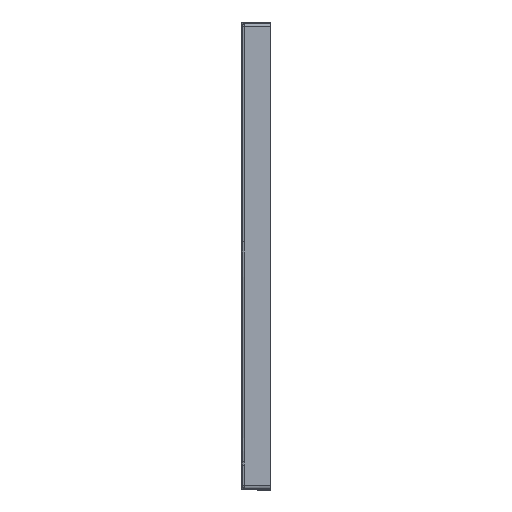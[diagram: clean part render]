
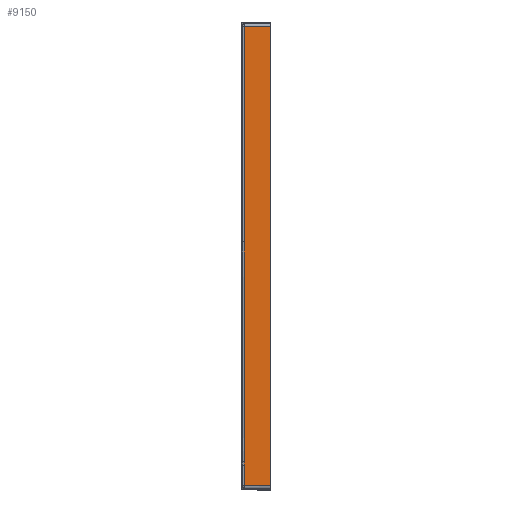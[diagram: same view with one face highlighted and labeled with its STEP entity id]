
A CAD part, left-side view. The second image highlights one B-rep face of the part: STEP entity #9150.
In plain terms, the highlighted planar face has unit normal (-1, 0, 0).
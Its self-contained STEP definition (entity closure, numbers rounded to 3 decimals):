
#1976=DIRECTION('',(0.,0.,-1.));
#1977=VECTOR('',#1976,5.007);
#1978=CARTESIAN_POINT('',(-800.,-5.108,45.));
#1979=LINE('',#1978,#1977);
#1980=CARTESIAN_POINT('',(-800.,-5.048,
397.501));
#1981=CARTESIAN_POINT('',(-800.,-5.055,
358.534));
#1982=CARTESIAN_POINT('',(-800.,-5.068,
280.467));
#1983=CARTESIAN_POINT('',(-800.,-5.088,
162.966));
#1984=CARTESIAN_POINT('',(-800.,-5.101,84.366));
#1985=CARTESIAN_POINT('',(-800.,-5.108,45.));
#1999=DIRECTION('',(0.,0.,1.));
#2000=VECTOR('',#1999,345.499);
#2001=CARTESIAN_POINT('',(-800.,-5.048,
397.501));
#2002=LINE('',#2001,#2000);
#2003=DIRECTION('',(0.,0.,-1.));
#2004=VECTOR('',#2003,736.);
#2005=CARTESIAN_POINT('',(-800.,-48.,743.));
#2006=LINE('',#2005,#2004);
#2007=DIRECTION('',(0.,1.,0.));
#2008=VECTOR('',#2007,42.981);
#2009=CARTESIAN_POINT('',(-800.,-48.,7.));
#2010=LINE('',#2009,#2008);
#2011=DIRECTION('',(0.,-0.003,1.));
#2012=VECTOR('',#2011,32.993);
#2013=CARTESIAN_POINT('',(-800.,-5.019,
7.));
#2014=LINE('',#2013,#2012);
#2985=DIRECTION('',(0.,1.,0.));
#2986=VECTOR('',#2985,43.);
#2987=CARTESIAN_POINT('',(-800.,-48.,743.));
#2988=LINE('',#2987,#2986);
#5998=CARTESIAN_POINT('',(-800.,-5.108,45.));
#5999=VERTEX_POINT('',#5998);
#6000=CARTESIAN_POINT('',(-800.,-5.108,
39.993));
#6001=VERTEX_POINT('',#6000);
#6002=VERTEX_POINT('',#1980);
#6004=CARTESIAN_POINT('',(-800.,-5.,
743.));
#6005=VERTEX_POINT('',#6004);
#6006=CARTESIAN_POINT('',(-800.,-48.,743.));
#6007=VERTEX_POINT('',#6006);
#6008=CARTESIAN_POINT('',(-800.,-48.,7.));
#6009=VERTEX_POINT('',#6008);
#6010=CARTESIAN_POINT('',(-800.,-5.019,
7.));
#6011=VERTEX_POINT('',#6010);
#9131=CARTESIAN_POINT('',(-800.,0.,0.));
#9132=DIRECTION('',(-1.,0.,0.));
#9133=DIRECTION('',(0.,0.,1.));
#9134=AXIS2_PLACEMENT_3D('',#9131,#9132,#9133);
#9135=PLANE('',#9134);
#9136=ORIENTED_EDGE('',*,*,#9073,.F.);
#9137=ORIENTED_EDGE('',*,*,#9121,.F.);
#9139=ORIENTED_EDGE('',*,*,#9138,.T.);
#9141=ORIENTED_EDGE('',*,*,#9140,.F.);
#9143=ORIENTED_EDGE('',*,*,#9142,.T.);
#9145=ORIENTED_EDGE('',*,*,#9144,.T.);
#9147=ORIENTED_EDGE('',*,*,#9146,.T.);
#9148=EDGE_LOOP('',(#9136,#9137,#9139,#9141,#9143,#9145,#9147));
#9149=FACE_OUTER_BOUND('',#9148,.F.);
#9150=ADVANCED_FACE('',(#9149),#9135,.T.);
#1986=B_SPLINE_CURVE_WITH_KNOTS('',3,(#1980,#1981,#1982,#1983,#1984,#1985),
.UNSPECIFIED.,.F.,.F.,(4,1,1,4),(0.,0.333,0.667,1.),
.UNSPECIFIED.);
#9073=EDGE_CURVE('',#5999,#6001,#1979,.T.);
#9121=EDGE_CURVE('',#6002,#5999,#1986,.T.);
#9138=EDGE_CURVE('',#6002,#6005,#2002,.T.);
#9140=EDGE_CURVE('',#6007,#6005,#2988,.T.);
#9142=EDGE_CURVE('',#6007,#6009,#2006,.T.);
#9144=EDGE_CURVE('',#6009,#6011,#2010,.T.);
#9146=EDGE_CURVE('',#6011,#6001,#2014,.T.);
